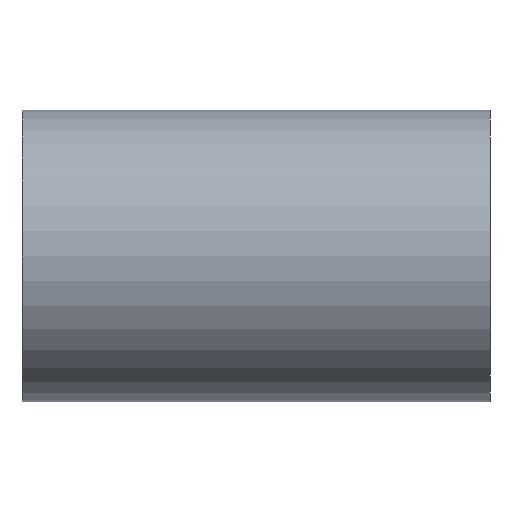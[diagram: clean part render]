
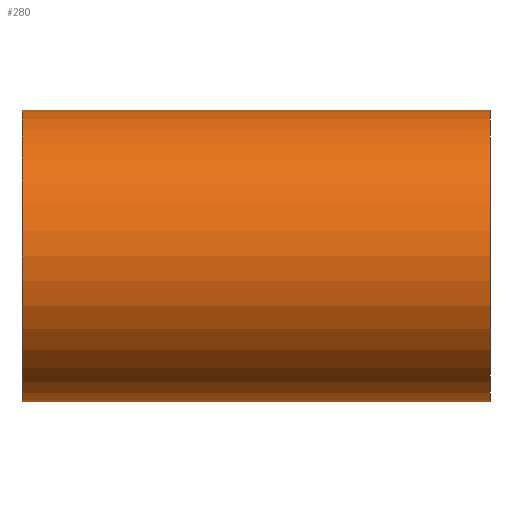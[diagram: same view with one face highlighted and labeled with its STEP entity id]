
A CAD part, front view. The second image highlights one B-rep face of the part: STEP entity #280.
In plain terms, the highlighted cylindrical face has radius 40.5 mm (diameter 81 mm), a partial arc.
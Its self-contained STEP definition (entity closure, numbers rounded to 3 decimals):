
#120 = VERTEX_POINT( '', #328 );
#172 = EDGE_CURVE( '', #120, #250, #393, .T. );
#184 = EDGE_CURVE( '', #250, #246, #406, .T. );
#192 = EDGE_CURVE( '', #120, #292, #414, .T. );
#246 = VERTEX_POINT( '', #478 );
#250 = VERTEX_POINT( '', #482 );
#254 = EDGE_CURVE( '', #246, #292, #486, .T. );
#280 = ADVANCED_FACE( '', ( #514 ), #515, .T. );
#292 = VERTEX_POINT( '', #527 );
#328 = CARTESIAN_POINT( '', ( -101., 0., 40.5 ) );
#393 = LINE( '', #655, #656 );
#406 = CIRCLE( '', #672, 40.5 );
#414 = CIRCLE( '', #700, 40.5 );
#478 = CARTESIAN_POINT( '', ( 29., 0., -40.5 ) );
#482 = CARTESIAN_POINT( '', ( 29., 0., 40.5 ) );
#486 = LINE( '', #862, #863 );
#514 = FACE_OUTER_BOUND( '', #937, .T. );
#515 = CYLINDRICAL_SURFACE( '', #938, 40.5 );
#527 = CARTESIAN_POINT( '', ( -101., 0., -40.5 ) );
#655 = CARTESIAN_POINT( '', ( 29., 0., 40.5 ) );
#656 = VECTOR( '', #1086, 1. );
#672 = AXIS2_PLACEMENT_3D( '', #1097, #1098, #1099 );
#700 = AXIS2_PLACEMENT_3D( '', #1103, #1104, #1105 );
#862 = CARTESIAN_POINT( '', ( 29., 0., -40.5 ) );
#863 = VECTOR( '', #1192, 1. );
#937 = EDGE_LOOP( '', ( #1210, #1211, #1212, #1213 ) );
#938 = AXIS2_PLACEMENT_3D( '', #1214, #1215, #1216 );
#1086 = DIRECTION( '', ( 1., 0., 0. ) );
#1097 = CARTESIAN_POINT( '', ( 29., 0., 0. ) );
#1098 = DIRECTION( '', ( 1., 0., 0. ) );
#1099 = DIRECTION( '', ( 0., 0., -1. ) );
#1103 = CARTESIAN_POINT( '', ( -101., 0., 0. ) );
#1104 = DIRECTION( '', ( 1., 0., 0. ) );
#1105 = DIRECTION( '', ( 0., 0., -1. ) );
#1192 = DIRECTION( '', ( -1., 0., 0. ) );
#1210 = ORIENTED_EDGE( '', *, *, #254, .F. );
#1211 = ORIENTED_EDGE( '', *, *, #184, .F. );
#1212 = ORIENTED_EDGE( '', *, *, #172, .F. );
#1213 = ORIENTED_EDGE( '', *, *, #192, .T. );
#1214 = CARTESIAN_POINT( '', ( 29., 0., 0. ) );
#1215 = DIRECTION( '', ( 1., 0., 0. ) );
#1216 = DIRECTION( '', ( 0., 0., -1. ) );
